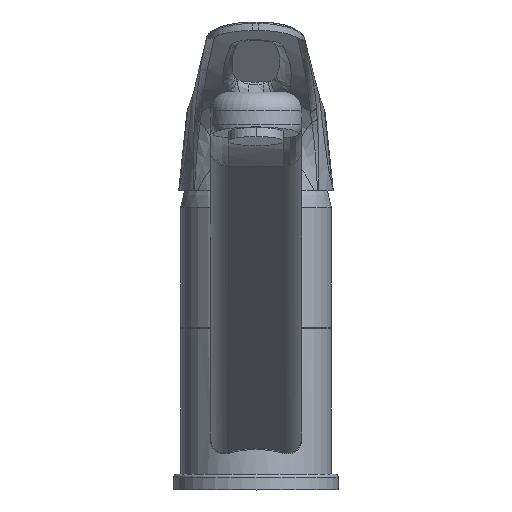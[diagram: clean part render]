
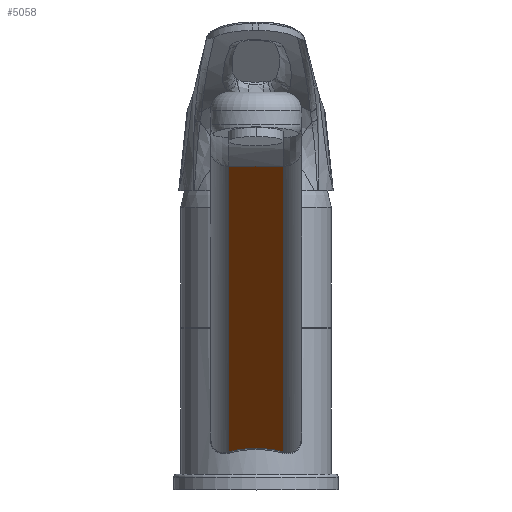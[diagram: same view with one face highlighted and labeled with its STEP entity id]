
A CAD part, top view. The second image highlights one B-rep face of the part: STEP entity #5058.
In plain terms, the highlighted face is planar.
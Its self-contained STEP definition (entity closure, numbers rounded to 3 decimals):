
#213 = ORIENTED_EDGE ( 'NONE', *, *, #9721, .T. ) ;
#308 = EDGE_CURVE ( 'NONE', #11581, #4805, #574, .T. ) ;
#359 = AXIS2_PLACEMENT_3D ( 'NONE', #11272, #2357, #6312 ) ;
#574 = LINE ( 'NONE', #7537, #11118 ) ;
#622 = DIRECTION ( 'NONE',  ( 0., 0., 1. ) ) ;
#809 = ORIENTED_EDGE ( 'NONE', *, *, #12822, .T. ) ;
#871 = CARTESIAN_POINT ( 'NONE',  ( 159.129, 100.775, -9. ) ) ;
#891 = VECTOR ( 'NONE', #6365, 1000. ) ;
#1174 = CARTESIAN_POINT ( 'NONE',  ( 23.308, 7.277, 9. ) ) ;
#1769 = CARTESIAN_POINT ( 'NONE',  ( 23.308, 7.277, -9. ) ) ;
#2082 = VERTEX_POINT ( 'NONE', #2985 ) ;
#2138 = VERTEX_POINT ( 'NONE', #1174 ) ;
#2357 = DIRECTION ( 'NONE',  ( 0.567, -0.824, 0. ) ) ;
#2408 = CARTESIAN_POINT ( 'NONE',  ( 20., 5., 9. ) ) ;
#2751 = CARTESIAN_POINT ( 'NONE',  ( 23.308, 7.277, 9. ) ) ;
#2985 = CARTESIAN_POINT ( 'NONE',  ( 159.129, 100.775, 9. ) ) ;
#3337 = FACE_OUTER_BOUND ( 'NONE', #4586, .T. ) ;
#3605 = VECTOR ( 'NONE', #622, 1000. ) ;
#3709 = EDGE_CURVE ( 'NONE', #2138, #11581, #10968, .T. ) ;
#4586 = EDGE_LOOP ( 'NONE', ( #213, #5822, #8900, #809 ) ) ;
#4805 = VERTEX_POINT ( 'NONE', #871 ) ;
#5058 = ADVANCED_FACE ( 'NONE', ( #3337 ), #7309, .T. ) ;
#5552 = LINE ( 'NONE', #9540, #3605 ) ;
#5822 = ORIENTED_EDGE ( 'NONE', *, *, #3709, .T. ) ;
#6312 = DIRECTION ( 'NONE',  ( 0., 0., -1. ) ) ;
#6365 = DIRECTION ( 'NONE',  ( -0.824, -0.567, 0. ) ) ;
#6708 = CARTESIAN_POINT ( 'NONE',  ( 25.545, 8.817, 3.137 ) ) ;
#7309 = PLANE ( 'NONE',  #359 ) ;
#7537 = CARTESIAN_POINT ( 'NONE',  ( 159.129, 100.775, -9. ) ) ;
#8900 = ORIENTED_EDGE ( 'NONE', *, *, #308, .T. ) ;
#9540 = CARTESIAN_POINT ( 'NONE',  ( 159.129, 100.775, -15. ) ) ;
#9721 = EDGE_CURVE ( 'NONE', #2082, #2138, #11321, .T. ) ;
#10688 = CARTESIAN_POINT ( 'NONE',  ( 25.545, 8.817, -3.137 ) ) ;
#10968 =( BOUNDED_CURVE ( )  B_SPLINE_CURVE ( 3, ( #2751, #6708, #10688, #1769 ),
 .UNSPECIFIED., .F., .T. ) 
 B_SPLINE_CURVE_WITH_KNOTS ( ( 4, 4 ),
 ( 2.777, 3.506 ),
 .UNSPECIFIED. ) 
 CURVE ( )  GEOMETRIC_REPRESENTATION_ITEM ( )  RATIONAL_B_SPLINE_CURVE ( ( 1., 0.956, 0.956, 1. ) ) 
 REPRESENTATION_ITEM ( '' )  );
#11118 = VECTOR ( 'NONE', #11495, 1000. ) ;
#11272 = CARTESIAN_POINT ( 'NONE',  ( 20., 5., -15. ) ) ;
#11321 = LINE ( 'NONE', #2408, #891 ) ;
#11495 = DIRECTION ( 'NONE',  ( 0.824, 0.567, 0. ) ) ;
#11581 = VERTEX_POINT ( 'NONE', #12409 ) ;
#12409 = CARTESIAN_POINT ( 'NONE',  ( 23.308, 7.277, -9. ) ) ;
#12822 = EDGE_CURVE ( 'NONE', #4805, #2082, #5552, .T. ) ;
